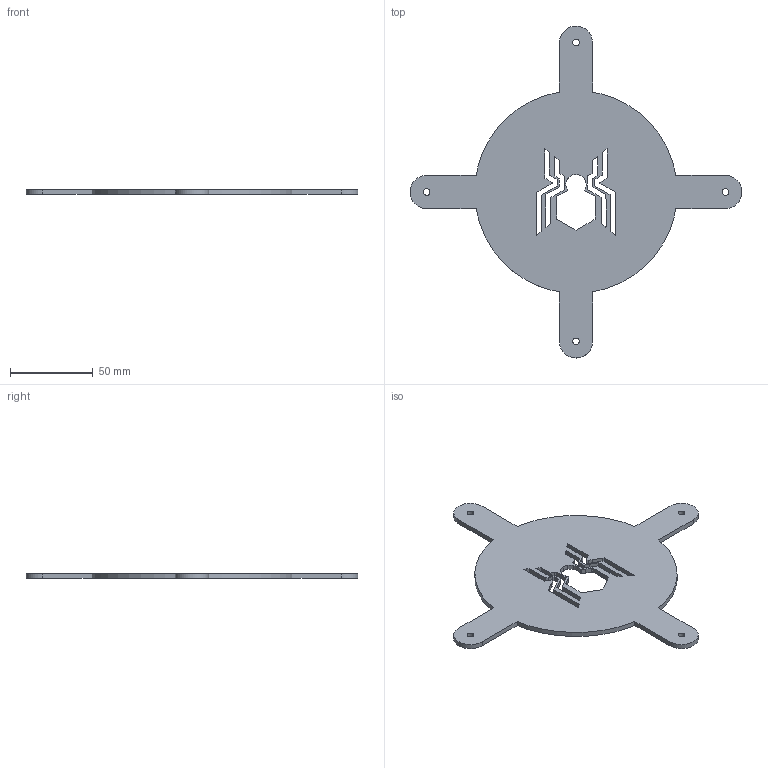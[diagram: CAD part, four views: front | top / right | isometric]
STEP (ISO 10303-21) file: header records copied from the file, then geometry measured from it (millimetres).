
FILE_DESCRIPTION(/* description */ (''),/* implementation_level */ '2;1');
FILE_NAME(/* name */ 'spidercambase',/* time_stamp */ '2022-06-24T17:10:21+01:00',/* author */ (''),/* organization */ (''),/* preprocessor_version */ 'ST-DEVELOPER v16.5',/* originating_system */ 'Rhino 7.19',/* authorisation */ '');
FILE_SCHEMA (('CONFIG_CONTROL_DESIGN'));
Length unit declared in the file: millimetre
Products named in the file (1): Document
Bounding box: 199.99 x 200 x 3 mm (x, y, z)
Volume: 40314.2 mm3; surface area: 30652.5 mm2
Topology: 1 solids, 1 shells, 152 faces, 450 edges, 300 vertices
Faces by surface type: plane 86, bspline 56, cylinder 10
Full cylindrical faces by diameter (mm): 4 x4
Entity records: 5068 total; most frequent: CARTESIAN_POINT 2102, ORIENTED_EDGE 900, EDGE_CURVE 450, B_SPLINE_CURVE_WITH_KNOTS 390, VERTEX_POINT 300, EDGE_LOOP 170, ADVANCED_FACE 152, FACE_OUTER_BOUND 152
